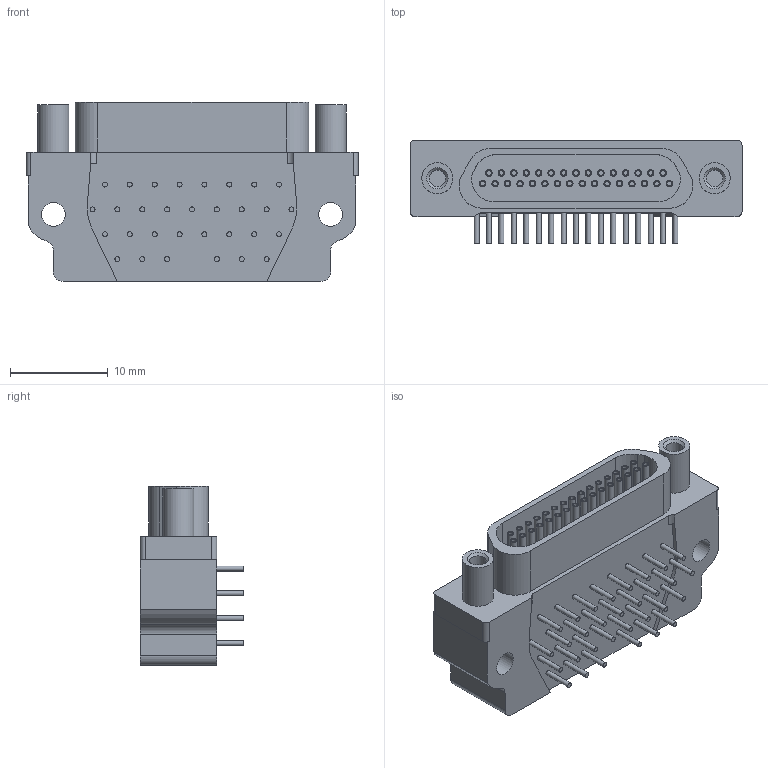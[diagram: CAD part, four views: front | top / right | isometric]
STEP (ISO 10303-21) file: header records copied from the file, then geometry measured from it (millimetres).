
FILE_DESCRIPTION(/* description */ ('STEP AP214'),/* implementation_level */ '2;1');
FILE_NAME(/* name */ 'M83513_13-E01NP',/* time_stamp */ '2025-09-11T18:50:53+02:00',/* author */ ('License CC BY-ND 4.0'),/* organization */ ('CADENAS'),/* preprocessor_version */ 'ST-DEVELOPER v19.3',/* originating_system */ 'PARTsolutions',/* authorisation */ ' ');
FILE_SCHEMA (('AUTOMOTIVE_DESIGN {1 0 10303 214 3 1 1}'));
Length unit declared in the file: inch
Products named in the file (4): M83513/13-E01NP; DCCM31SCBRPN_d; 31SCBR_p; 31SCBR_interface
Assembly tree (3 placements, depth 2):
  M83513/13-E01NP
    DCCM31SCBRPN_d
    31SCBR_p
    31SCBR_interface
Bounding box: 33.91 x 10.59 x 18.29 mm (x, y, z)
Volume: 3427.8 mm3; surface area: 3266.2 mm2
Topology: 2 solids, 2 shells, 255 faces, 451 edges, 299 vertices
Faces by surface type: plane 132, cylinder 121, cone 2
Full cylindrical faces by diameter (mm): 0.483 x31, 0.508 x31, 0.66 x31, 1.694 x2, 2.438 x2, 3.175 x2
Entity records: 5852 total; most frequent: DIRECTION 1116, CARTESIAN_POINT 908, ORIENTED_EDGE 700, AXIS2_PLACEMENT_3D 507, EDGE_LOOP 458, FACE_BOUND 458, EDGE_CURVE 350, VERTEX_POINT 298
